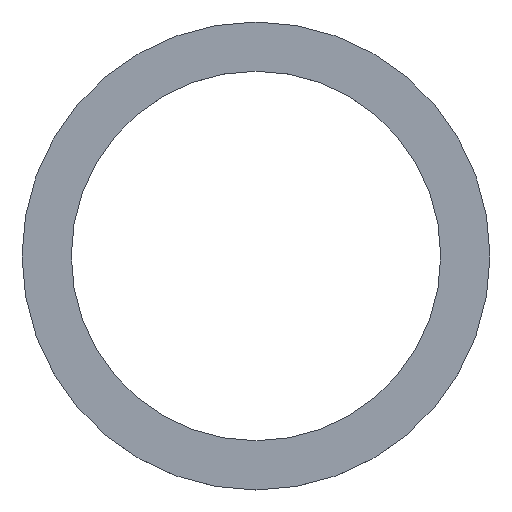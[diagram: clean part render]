
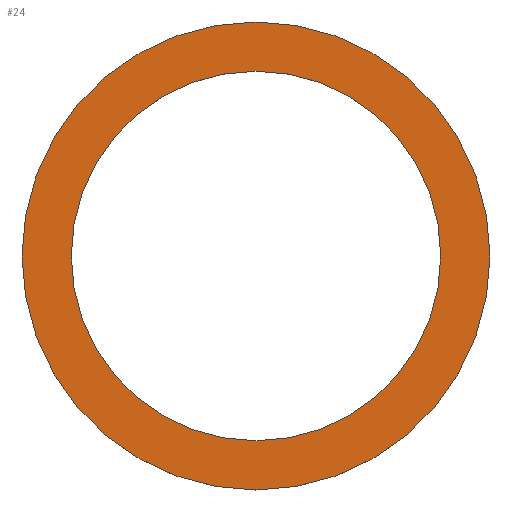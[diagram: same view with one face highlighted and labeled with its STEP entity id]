
A CAD part, top view. The second image highlights one B-rep face of the part: STEP entity #24.
In plain terms, the highlighted planar face has unit normal (0, 0, 1).
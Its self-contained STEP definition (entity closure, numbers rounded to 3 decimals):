
#6 = DIRECTION ( 'NONE',  ( 0., 0., 1. ) ) ;
#7 = CIRCLE ( 'NONE', #192, 38. ) ;
#8 = VERTEX_POINT ( 'NONE', #170 ) ;
#14 = CIRCLE ( 'NONE', #46, 30. ) ;
#18 = AXIS2_PLACEMENT_3D ( 'NONE', #77, #141, #70 ) ;
#24 = ADVANCED_FACE ( 'NONE', ( #173, #189 ), #33, .T. ) ;
#31 = ORIENTED_EDGE ( 'NONE', *, *, #237, .F. ) ;
#33 = PLANE ( 'NONE',  #18 ) ;
#43 = CARTESIAN_POINT ( 'NONE',  ( 38., 0., 2. ) ) ;
#45 = CARTESIAN_POINT ( 'NONE',  ( 0., 0., 2. ) ) ;
#46 = AXIS2_PLACEMENT_3D ( 'NONE', #45, #198, #235 ) ;
#64 = CARTESIAN_POINT ( 'NONE',  ( 30., 0., 2. ) ) ;
#69 = VERTEX_POINT ( 'NONE', #161 ) ;
#70 = DIRECTION ( 'NONE',  ( 1., 0., 0. ) ) ;
#77 = CARTESIAN_POINT ( 'NONE',  ( 0., 0., 2. ) ) ;
#83 = EDGE_CURVE ( 'NONE', #8, #122, #7, .T. ) ;
#87 = EDGE_CURVE ( 'NONE', #69, #208, #14, .T. ) ;
#89 = ORIENTED_EDGE ( 'NONE', *, *, #83, .T. ) ;
#103 = CARTESIAN_POINT ( 'NONE',  ( 0., 0., 2. ) ) ;
#122 = VERTEX_POINT ( 'NONE', #43 ) ;
#124 = EDGE_CURVE ( 'NONE', #122, #8, #216, .T. ) ;
#126 = DIRECTION ( 'NONE',  ( 1., 0., 0. ) ) ;
#129 = EDGE_LOOP ( 'NONE', ( #89, #188 ) ) ;
#141 = DIRECTION ( 'NONE',  ( 0., 0., 1. ) ) ;
#143 = DIRECTION ( 'NONE',  ( 1., 0., 0. ) ) ;
#146 = DIRECTION ( 'NONE',  ( 0., 0., 1. ) ) ;
#161 = CARTESIAN_POINT ( 'NONE',  ( -30., 0., 2. ) ) ;
#162 = DIRECTION ( 'NONE',  ( 0., 0., 1. ) ) ;
#163 = DIRECTION ( 'NONE',  ( 1., 0., 0. ) ) ;
#170 = CARTESIAN_POINT ( 'NONE',  ( -38., 0., 2. ) ) ;
#173 = FACE_OUTER_BOUND ( 'NONE', #129, .T. ) ;
#175 = CARTESIAN_POINT ( 'NONE',  ( 0., 0., 2. ) ) ;
#188 = ORIENTED_EDGE ( 'NONE', *, *, #124, .T. ) ;
#189 = FACE_BOUND ( 'NONE', #222, .T. ) ;
#192 = AXIS2_PLACEMENT_3D ( 'NONE', #175, #146, #126 ) ;
#198 = DIRECTION ( 'NONE',  ( 0., 0., 1. ) ) ;
#199 = AXIS2_PLACEMENT_3D ( 'NONE', #231, #162, #143 ) ;
#208 = VERTEX_POINT ( 'NONE', #64 ) ;
#212 = AXIS2_PLACEMENT_3D ( 'NONE', #103, #6, #163 ) ;
#216 = CIRCLE ( 'NONE', #199, 38. ) ;
#222 = EDGE_LOOP ( 'NONE', ( #239, #31 ) ) ;
#231 = CARTESIAN_POINT ( 'NONE',  ( 0., 0., 2. ) ) ;
#235 = DIRECTION ( 'NONE',  ( 1., 0., 0. ) ) ;
#237 = EDGE_CURVE ( 'NONE', #208, #69, #248, .T. ) ;
#239 = ORIENTED_EDGE ( 'NONE', *, *, #87, .F. ) ;
#248 = CIRCLE ( 'NONE', #212, 30. ) ;
